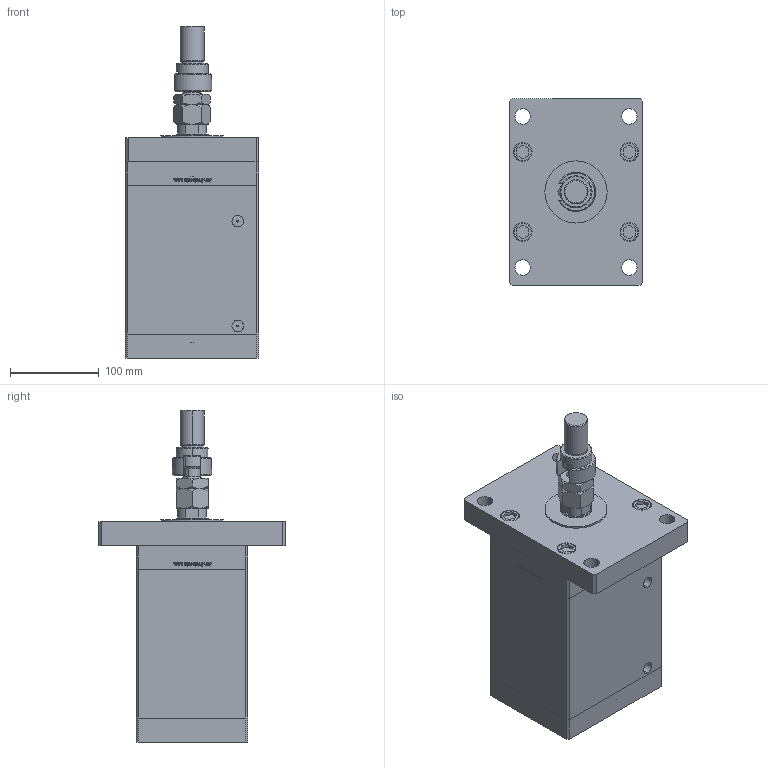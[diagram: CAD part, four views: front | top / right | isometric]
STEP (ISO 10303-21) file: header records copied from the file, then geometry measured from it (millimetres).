
FILE_DESCRIPTION (( 'STEP AP203' ), '1' );
FILE_NAME ('f450.STEP', '2022-04-15T00:03:11', ( '' ), ( '' ), 'SwSTEP 2.0', 'SolidWorks 2019', '' );
FILE_SCHEMA (( 'CONFIG_CONTROL_DESIGN' ));
Length unit declared in the file: millimetre
Products named in the file (10): V220C_F 439c7ebbfc872c383bce7635d6eb6c4a; MFA 439c7ebbfc872c383bce7635d6eb6c4a; V220C_VC_F 439c7ebbfc872c383bce7635d6eb6c4a; f450; ALLEN BOLT 439c7ebbfc872c383bce7635d6eb6c4a; FEMALE_PART_FOR_DFA 439c7ebbfc872c383bce7635d6eb6c4a; DFA 439c7ebbfc872c383bce7635d6eb6c4a; V220C_F_MIDDLE 439c7ebbfc872c383bce7635d6eb6c4a; V220C_FRONT_F 439c7ebbfc872c383bce7635d6eb6c4a; V220C BACK_F 439c7ebbfc872c383bce7635d6eb6c4a
Assembly tree (22 placements, depth 3):
  f450
    V220C BACK_F 439c7ebbfc872c383bce7635d6eb6c4a
    V220C_F_MIDDLE 439c7ebbfc872c383bce7635d6eb6c4a
    V220C_FRONT_F 439c7ebbfc872c383bce7635d6eb6c4a
    V220C_F 439c7ebbfc872c383bce7635d6eb6c4a
    ALLEN BOLT 439c7ebbfc872c383bce7635d6eb6c4a  x14
    V220C_VC_F 439c7ebbfc872c383bce7635d6eb6c4a
    DFA 439c7ebbfc872c383bce7635d6eb6c4a
      FEMALE_PART_FOR_DFA 439c7ebbfc872c383bce7635d6eb6c4a
      MFA 439c7ebbfc872c383bce7635d6eb6c4a
Bounding box: 150 x 210 x 373.5 mm (x, y, z)
Volume: 4461920.6 mm3; surface area: 493203 mm2
Topology: 21 solids, 21 shells, 1395 faces, 3419 edges, 2219 vertices
Faces by surface type: plane 545, bspline 484, cylinder 200, cone 102, torus 64
Entity records: 56437 total; most frequent: CARTESIAN_POINT 31183, ORIENTED_EDGE 5638, DIRECTION 3455, EDGE_CURVE 2819, VERTEX_POINT 1855, LINE 1425, VECTOR 1425, EDGE_LOOP 1296
